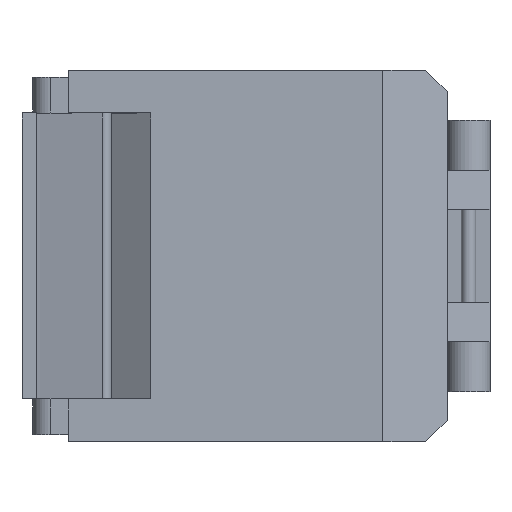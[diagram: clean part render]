
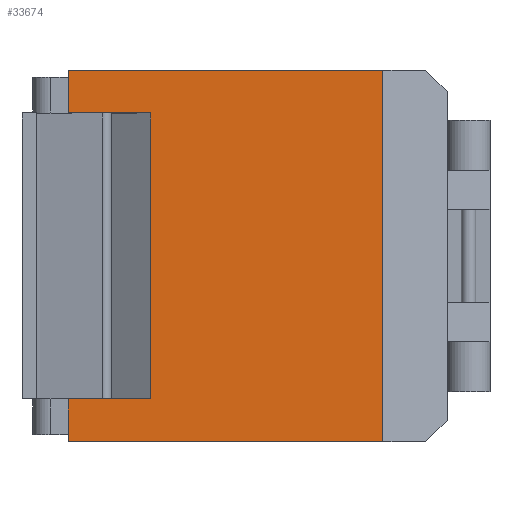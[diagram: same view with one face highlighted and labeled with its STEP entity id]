
A CAD part, top view. The second image highlights one B-rep face of the part: STEP entity #33674.
In plain terms, the highlighted free-form (B-spline) face has degree [1, 1] with [2, 2] control points.
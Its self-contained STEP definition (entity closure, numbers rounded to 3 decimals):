
#33545=CARTESIAN_POINT('',(-12.5,-20.0,18.5));
#33546=VERTEX_POINT('',#33545);
#33555=CARTESIAN_POINT('',(-12.5,20.0,18.5));
#33556=VERTEX_POINT('',#33555);
#33557=CARTESIAN_POINT('',(-12.5,20.0,18.5));
#33558=DIRECTION('',(0.0,-1.0,0.0));
#33559=VECTOR('',#33558,40.0);
#33560=LINE('',#33557,#33559);
#33561=EDGE_CURVE('',#33556,#33546,#33560,.T.);
#33585=CARTESIAN_POINT('',(-24.,20.0,18.5));
#33586=VERTEX_POINT('',#33585);
#33587=CARTESIAN_POINT('',(-24.,20.0,18.5));
#33588=DIRECTION('',(1.0,0.0,0.0));
#33589=VECTOR('',#33588,11.5);
#33590=LINE('',#33587,#33589);
#33591=EDGE_CURVE('',#33586,#33556,#33590,.T.);
#33609=CARTESIAN_POINT('',(-24.0,-20.0,18.5));
#33610=VERTEX_POINT('',#33609);
#33617=CARTESIAN_POINT('',(-12.5,-20.0,18.5));
#33618=DIRECTION('',(-1.0,0.0,0.0));
#33619=VECTOR('',#33618,11.5);
#33620=LINE('',#33617,#33619);
#33621=EDGE_CURVE('',#33546,#33610,#33620,.T.);
#33626=CARTESIAN_POINT('',(20.,-26.,18.5));
#33627=CARTESIAN_POINT('',(-24.,-26.,18.5));
#33628=CARTESIAN_POINT('',(20.,26.0,18.5));
#33629=CARTESIAN_POINT('',(-24.,26.,18.5));
#33630=B_SPLINE_SURFACE_WITH_KNOTS('',1,1,((#33626,#33628),(#33627,#33629)),.UNSPECIFIED.,.F.,.F.,.U.,(2,2),(2,2),(0.0,44.),(0.0,52.),.UNSPECIFIED.);
#33631=ORIENTED_EDGE('',*,*,#33591,.T.);
#33632=ORIENTED_EDGE('',*,*,#33561,.T.);
#33633=ORIENTED_EDGE('',*,*,#33621,.T.);
#33634=CARTESIAN_POINT('',(-24.,-26.0,18.5));
#33635=VERTEX_POINT('',#33634);
#33636=CARTESIAN_POINT('',(-24.,-20.0,18.5));
#33637=DIRECTION('',(0.0,-1.0,0.0));
#33638=VECTOR('',#33637,6.0);
#33639=LINE('',#33636,#33638);
#33640=EDGE_CURVE('',#33610,#33635,#33639,.T.);
#33641=ORIENTED_EDGE('',*,*,#33640,.T.);
#33642=CARTESIAN_POINT('',(20.,-26.,18.5));
#33643=VERTEX_POINT('',#33642);
#33644=CARTESIAN_POINT('',(-24.,-26.0,18.5));
#33645=DIRECTION('',(1.0,0.0,0.0));
#33646=VECTOR('',#33645,44.);
#33647=LINE('',#33644,#33646);
#33648=EDGE_CURVE('',#33635,#33643,#33647,.T.);
#33649=ORIENTED_EDGE('',*,*,#33648,.T.);
#33650=CARTESIAN_POINT('',(20.,26.0,18.5));
#33651=VERTEX_POINT('',#33650);
#33652=CARTESIAN_POINT('',(20.,-26.,18.5));
#33653=DIRECTION('',(0.0,1.0,0.0));
#33654=VECTOR('',#33653,52.);
#33655=LINE('',#33652,#33654);
#33656=EDGE_CURVE('',#33643,#33651,#33655,.T.);
#33657=ORIENTED_EDGE('',*,*,#33656,.T.);
#33658=CARTESIAN_POINT('',(-24.0,26.0,18.5));
#33659=VERTEX_POINT('',#33658);
#33660=CARTESIAN_POINT('',(-24.,26.,18.5));
#33661=DIRECTION('',(1.0,0.0,0.0));
#33662=VECTOR('',#33661,44.);
#33663=LINE('',#33660,#33662);
#33664=EDGE_CURVE('',#33659,#33651,#33663,.T.);
#33665=ORIENTED_EDGE('',*,*,#33664,.F.);
#33666=CARTESIAN_POINT('',(-24.0,26.0,18.5));
#33667=DIRECTION('',(0.0,-1.0,0.0));
#33668=VECTOR('',#33667,6.0);
#33669=LINE('',#33666,#33668);
#33670=EDGE_CURVE('',#33659,#33586,#33669,.T.);
#33671=ORIENTED_EDGE('',*,*,#33670,.T.);
#33672=EDGE_LOOP('',(#33631,#33632,#33633,#33641,#33649,#33657,#33665,#33671));
#33673=FACE_OUTER_BOUND('',#33672,.T.);
#33674=ADVANCED_FACE('',(#33673),#33630,.F.);
